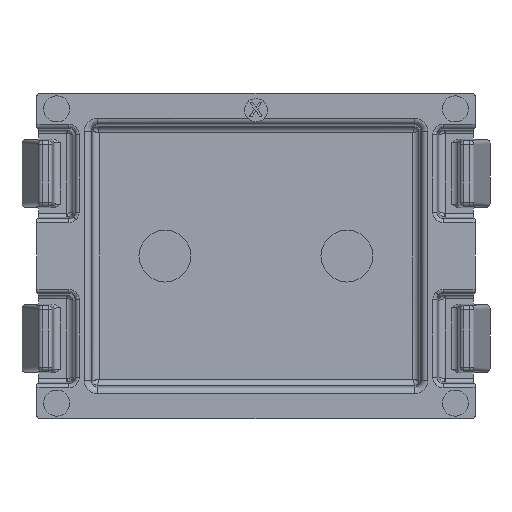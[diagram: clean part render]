
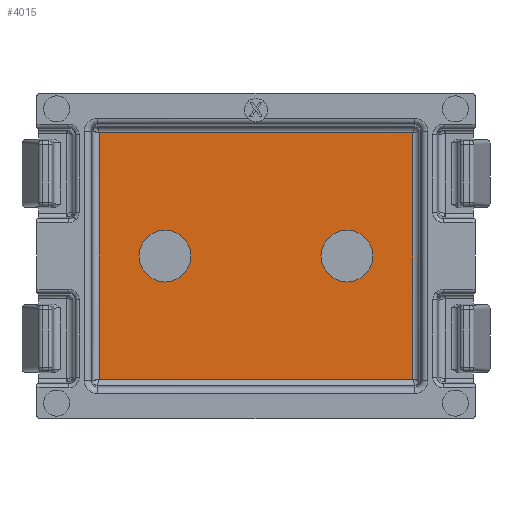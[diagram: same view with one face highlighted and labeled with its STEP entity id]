
A CAD part, front view. The second image highlights one B-rep face of the part: STEP entity #4015.
In plain terms, the highlighted planar face has unit normal (0, -1, 0).
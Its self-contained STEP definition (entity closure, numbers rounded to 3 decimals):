
#57=FACE_BOUND('',#709,.T.);
#58=FACE_BOUND('',#710,.T.);
#145=PLANE('',#4403);
#450=FACE_OUTER_BOUND('',#708,.T.);
#708=EDGE_LOOP('',(#3359,#3360,#3361,#3362));
#709=EDGE_LOOP('',(#3363,#3364));
#710=EDGE_LOOP('',(#3365,#3366));
#1135=LINE('',#8268,#1451);
#1136=LINE('',#8270,#1452);
#1137=LINE('',#8272,#1453);
#1138=LINE('',#8273,#1454);
#1451=VECTOR('',#5408,1000.);
#1452=VECTOR('',#5409,1000.);
#1453=VECTOR('',#5410,1000.);
#1454=VECTOR('',#5411,1000.);
#1457=CIRCLE('',#4151,2.);
#1458=CIRCLE('',#4152,2.);
#1461=CIRCLE('',#4156,2.);
#1462=CIRCLE('',#4157,2.);
#1613=VERTEX_POINT('',#5774);
#1614=VERTEX_POINT('',#5776);
#1617=VERTEX_POINT('',#5784);
#1618=VERTEX_POINT('',#5786);
#1968=VERTEX_POINT('',#8266);
#1969=VERTEX_POINT('',#8267);
#1970=VERTEX_POINT('',#8269);
#1971=VERTEX_POINT('',#8271);
#1975=EDGE_CURVE('',#1613,#1614,#1457,.T.);
#1976=EDGE_CURVE('',#1614,#1613,#1458,.T.);
#1980=EDGE_CURVE('',#1617,#1618,#1461,.T.);
#1981=EDGE_CURVE('',#1618,#1617,#1462,.T.);
#2477=EDGE_CURVE('',#1968,#1969,#1135,.T.);
#2478=EDGE_CURVE('',#1969,#1970,#1136,.T.);
#2479=EDGE_CURVE('',#1970,#1971,#1137,.T.);
#2480=EDGE_CURVE('',#1971,#1968,#1138,.T.);
#3359=ORIENTED_EDGE('',*,*,#2477,.T.);
#3360=ORIENTED_EDGE('',*,*,#2478,.T.);
#3361=ORIENTED_EDGE('',*,*,#2479,.T.);
#3362=ORIENTED_EDGE('',*,*,#2480,.T.);
#3363=ORIENTED_EDGE('',*,*,#1976,.F.);
#3364=ORIENTED_EDGE('',*,*,#1975,.F.);
#3365=ORIENTED_EDGE('',*,*,#1981,.F.);
#3366=ORIENTED_EDGE('',*,*,#1980,.F.);
#4015=ADVANCED_FACE('',(#450,#57,#58),#145,.F.);
#4151=AXIS2_PLACEMENT_3D('',#5777,#4591,#4592);
#4152=AXIS2_PLACEMENT_3D('',#5778,#4593,#4594);
#4156=AXIS2_PLACEMENT_3D('',#5787,#4602,#4603);
#4157=AXIS2_PLACEMENT_3D('',#5788,#4604,#4605);
#4403=AXIS2_PLACEMENT_3D('',#8265,#5406,#5407);
#4591=DIRECTION('center_axis',(0.,-1.,0.));
#4592=DIRECTION('ref_axis',(0.,0.,-1.));
#4593=DIRECTION('center_axis',(0.,-1.,0.));
#4594=DIRECTION('ref_axis',(0.,0.,-1.));
#4602=DIRECTION('center_axis',(0.,-1.,0.));
#4603=DIRECTION('ref_axis',(0.,0.,-1.));
#4604=DIRECTION('center_axis',(0.,-1.,0.));
#4605=DIRECTION('ref_axis',(0.,0.,-1.));
#5406=DIRECTION('center_axis',(0.,1.,0.));
#5407=DIRECTION('ref_axis',(0.,0.,1.));
#5408=DIRECTION('',(-1.,0.,0.));
#5409=DIRECTION('',(0.,0.,-1.));
#5410=DIRECTION('',(1.,0.,0.));
#5411=DIRECTION('',(0.,0.,1.));
#5774=CARTESIAN_POINT('',(7.,-1.7,2.));
#5776=CARTESIAN_POINT('',(7.,-1.7,-2.));
#5777=CARTESIAN_POINT('Origin',(7.,-1.7,0.));
#5778=CARTESIAN_POINT('Origin',(7.,-1.7,0.));
#5784=CARTESIAN_POINT('',(-7.,-1.7,2.));
#5786=CARTESIAN_POINT('',(-7.,-1.7,-2.));
#5787=CARTESIAN_POINT('Origin',(-7.,-1.7,0.));
#5788=CARTESIAN_POINT('Origin',(-7.,-1.7,0.));
#8265=CARTESIAN_POINT('Origin',(0.,-1.7,0.));
#8266=CARTESIAN_POINT('',(12.064,-1.7,9.464));
#8267=CARTESIAN_POINT('',(-12.064,-1.7,9.464));
#8268=CARTESIAN_POINT('',(-12.2,-1.7,9.464));
#8269=CARTESIAN_POINT('',(-12.064,-1.7,-9.464));
#8270=CARTESIAN_POINT('',(-12.064,-1.7,-9.6));
#8271=CARTESIAN_POINT('',(12.064,-1.7,-9.464));
#8272=CARTESIAN_POINT('',(12.2,-1.7,-9.464));
#8273=CARTESIAN_POINT('',(12.064,-1.7,9.6));
